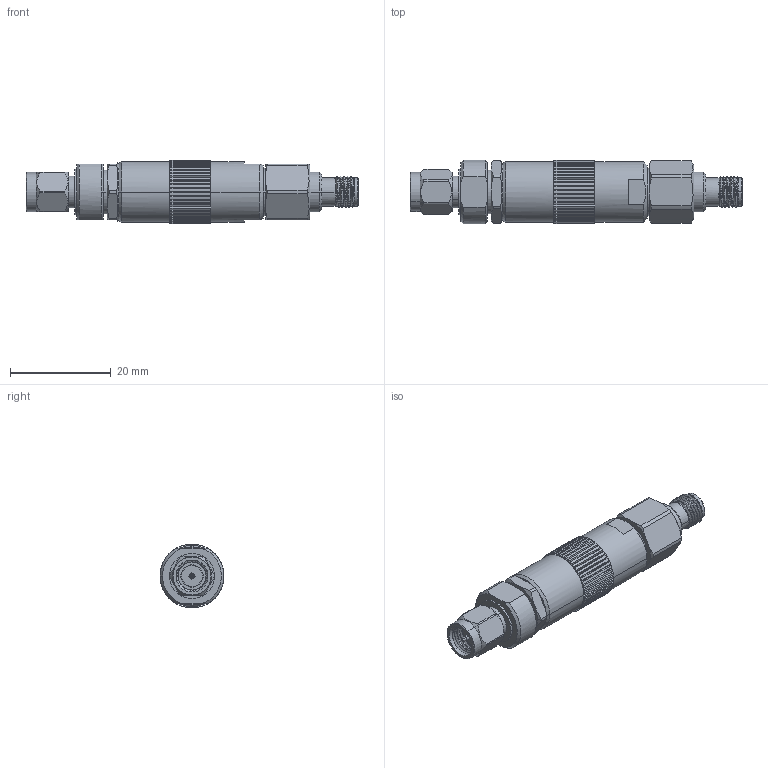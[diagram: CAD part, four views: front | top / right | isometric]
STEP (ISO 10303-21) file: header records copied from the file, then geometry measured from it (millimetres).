
FILE_DESCRIPTION (( 'STEP AP214' ), '1' );
FILE_NAME ('SMP2018_3D.step', '2023-06-02T16:40:37', ( '' ), ( '' ), 'SwSTEP 2.0', 'SolidWorks 2022', '' );
FILE_SCHEMA (( 'AUTOMOTIVE_DESIGN' ));
Length unit declared in the file: inch
Products named in the file (1): SMP2018_3D
Bounding box: 66 x 12.68 x 12.68 mm (x, y, z)
Volume: 5898.2 mm3; surface area: 3090.6 mm2
Topology: 1 solids, 2 shells, 453 faces, 1055 edges, 622 vertices
Faces by surface type: plane 258, cylinder 134, cone 51, bspline 8, torus 2
Entity records: 16016 total; most frequent: CARTESIAN_POINT 5778, DIRECTION 2193, ORIENTED_EDGE 2110, EDGE_CURVE 1055, AXIS2_PLACEMENT_3D 833, VERTEX_POINT 622, VECTOR 527, LINE 527
